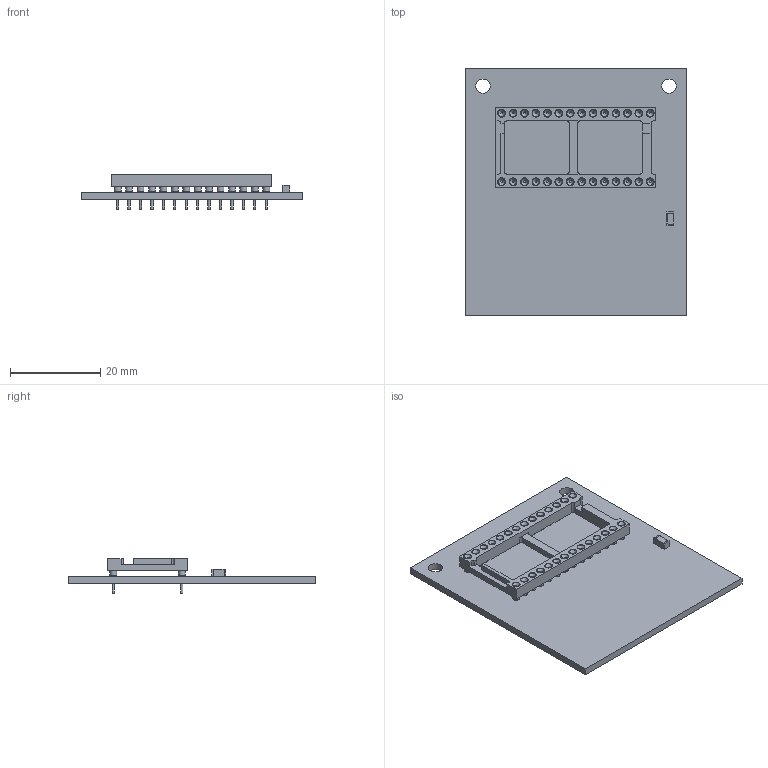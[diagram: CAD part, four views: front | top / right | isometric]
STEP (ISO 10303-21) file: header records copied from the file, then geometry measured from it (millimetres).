
FILE_DESCRIPTION(('KiCad electronic assembly'),'2;1');
FILE_NAME('Cartridge.step','2019-05-13T15:53:02',('An Author'),( 'A Company'),'Open CASCADE STEP processor 6.9', 'KiCad to STEP converter','Unknown');
FILE_SCHEMA(('AUTOMOTIVE_DESIGN { 1 0 10303 214 1 1 1 1 }'));
Length unit declared in the file: millimetre
Products named in the file (6): Open CASCADE STEP translator 6.9 1; DIP-28_W15.24mm_Socket; SOLID; C_1206_3216Metric; COMPOUND
Assembly tree (5 placements, depth 3):
  Open CASCADE STEP translator 6.9 1
    DIP-28_W15.24mm_Socket
      SOLID
    C_1206_3216Metric
      SOLID
    COMPOUND
Bounding box: 49.3 x 55 x 7.79 mm (x, y, z)
Volume: 5050.9 mm3; surface area: 7401.1 mm2
Topology: 3 solids, 3 shells, 439 faces, 820 edges, 527 vertices
Faces by surface type: plane 189, cylinder 166, cone 84
Full cylindrical faces by diameter (mm): 0.508 x56, 0.8 x28, 1.524 x28, 1.724 x28, 3.2 x2
Entity records: 25429 total; most frequent: CARTESIAN_POINT 4740, DIRECTION 3576, ORIENTED_EDGE 1640, PCURVE 1640, DEFINITIONAL_REPRESENTATION 1640, LINE 1628, VECTOR 1628, AXIS2_PLACEMENT_3D 889
